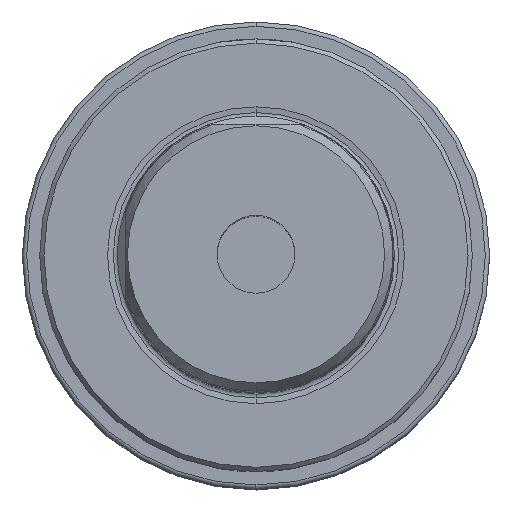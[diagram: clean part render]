
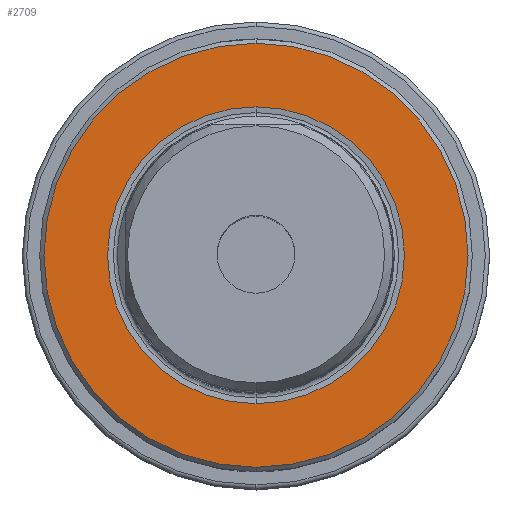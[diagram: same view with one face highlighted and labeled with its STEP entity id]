
A CAD part, top view. The second image highlights one B-rep face of the part: STEP entity #2709.
In plain terms, the highlighted planar face has unit normal (0, 0, 1).
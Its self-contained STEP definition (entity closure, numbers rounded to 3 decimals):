
#486=CARTESIAN_POINT('',(0,0,-61));
#487=DIRECTION('',(0,0,-1));
#488=DIRECTION('',(0,1,0));
#489=AXIS2_PLACEMENT_3D('',#486,#487,#488);
#499=CARTESIAN_POINT('',(0,0,-61));
#500=DIRECTION('',(0,0,1));
#501=DIRECTION('',(0,1,0));
#502=AXIS2_PLACEMENT_3D('',#499,#500,#501);
#504=CARTESIAN_POINT('',(0,0,-61));
#505=DIRECTION('',(0,0,1));
#506=DIRECTION('',(0,1,0));
#507=AXIS2_PLACEMENT_3D('',#504,#505,#506);
#509=CARTESIAN_POINT('',(0,0,-61));
#510=DIRECTION('',(0,0,1));
#511=DIRECTION('',(0,-1,0));
#512=AXIS2_PLACEMENT_3D('',#509,#510,#511);
#1856=CARTESIAN_POINT('',(0,17.153,-61));
#1858=VERTEX_POINT('',#1856);
#1868=CARTESIAN_POINT('',(0,-17.153,-61));
#1870=VERTEX_POINT('',#1868);
#1886=CARTESIAN_POINT('',(0,24.5,-61));
#1887=CARTESIAN_POINT('',(0,-24.5,-61));
#1888=VERTEX_POINT('',#1886);
#1889=VERTEX_POINT('',#1887);
#2694=CARTESIAN_POINT('',(0,0,-61));
#2695=DIRECTION('',(0,0,-1));
#2696=DIRECTION('',(0,-1,0));
#2697=AXIS2_PLACEMENT_3D('',#2694,#2695,#2696);
#2698=PLANE('',#2697);
#2700=ORIENTED_EDGE('',*,*,#2699,.F.);
#2702=ORIENTED_EDGE('',*,*,#2701,.F.);
#2703=EDGE_LOOP('',(#2700,#2702));
#2704=FACE_OUTER_BOUND('',#2703,.F.);
#2705=ORIENTED_EDGE('',*,*,#2689,.T.);
#2706=ORIENTED_EDGE('',*,*,#2673,.F.);
#2707=EDGE_LOOP('',(#2705,#2706));
#2708=FACE_BOUND('',#2707,.F.);
#2709=ADVANCED_FACE('',(#2704,#2708),#2698,.F.);
#490=CIRCLE('',#489,17.153);
#503=CIRCLE('',#502,17.153);
#508=CIRCLE('',#507,24.5);
#513=CIRCLE('',#512,24.5);
#2673=EDGE_CURVE('',#1858,#1870,#490,.T.);
#2689=EDGE_CURVE('',#1858,#1870,#503,.T.);
#2699=EDGE_CURVE('',#1888,#1889,#508,.T.);
#2701=EDGE_CURVE('',#1889,#1888,#513,.T.);
